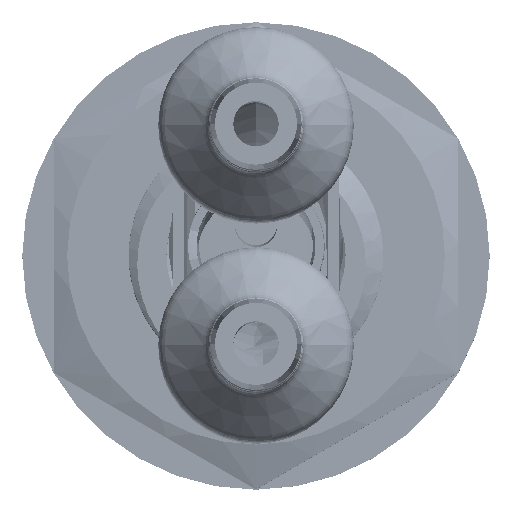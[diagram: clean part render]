
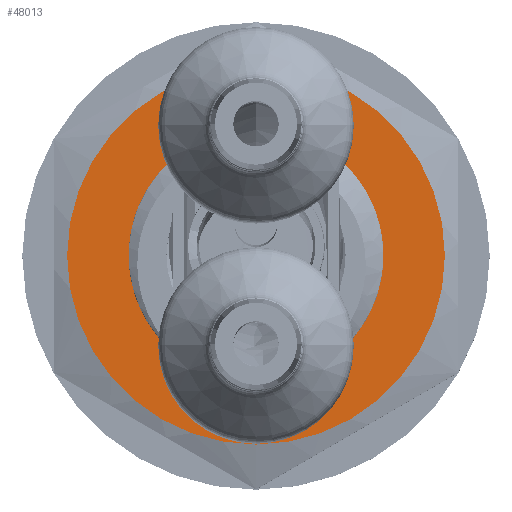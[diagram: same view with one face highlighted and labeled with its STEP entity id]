
A CAD part, top view. The second image highlights one B-rep face of the part: STEP entity #48013.
In plain terms, the highlighted planar face has unit normal (0, 0, 1).
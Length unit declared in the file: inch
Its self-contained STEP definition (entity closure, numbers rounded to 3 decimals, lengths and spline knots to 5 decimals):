
#47708=CARTESIAN_POINT('',(0.,0.,0.0625));
#47709=DIRECTION('',(0.,0.,1.));
#47710=DIRECTION('',(-1.,0.,0.));
#47711=AXIS2_PLACEMENT_3D('',#47708,#47709,#47710);
#47713=CARTESIAN_POINT('',(0.,0.,0.0625));
#47714=DIRECTION('',(0.,0.,1.));
#47715=DIRECTION('',(1.,0.,0.));
#47716=AXIS2_PLACEMENT_3D('',#47713,#47714,#47715);
#47718=CARTESIAN_POINT('',(0.,0.,0.0625));
#47719=DIRECTION('',(0.,0.,-1.));
#47720=DIRECTION('',(0.,1.,0.));
#47721=AXIS2_PLACEMENT_3D('',#47718,#47719,#47720);
#47723=CARTESIAN_POINT('',(0.,0.,0.0625));
#47724=DIRECTION('',(0.,0.,-1.));
#47725=DIRECTION('',(0.,-1.,0.));
#47726=AXIS2_PLACEMENT_3D('',#47723,#47724,#47725);
#47928=CARTESIAN_POINT('',(-0.1035,0.,0.0625));
#47929=CARTESIAN_POINT('',(0.1035,0.,0.0625));
#47930=VERTEX_POINT('',#47928);
#47931=VERTEX_POINT('',#47929);
#47936=CARTESIAN_POINT('',(0.,0.175,0.0625));
#47937=CARTESIAN_POINT('',(0.,-0.175,0.0625));
#47938=VERTEX_POINT('',#47936);
#47939=VERTEX_POINT('',#47937);
#47998=CARTESIAN_POINT('',(0.,0.,0.0625));
#47999=DIRECTION('',(0.,0.,1.));
#48000=DIRECTION('',(1.,0.,0.));
#48001=AXIS2_PLACEMENT_3D('',#47998,#47999,#48000);
#48002=PLANE('',#48001);
#48004=ORIENTED_EDGE('',*,*,#48003,.T.);
#48006=ORIENTED_EDGE('',*,*,#48005,.T.);
#48007=EDGE_LOOP('',(#48004,#48006));
#48008=FACE_OUTER_BOUND('',#48007,.F.);
#48009=ORIENTED_EDGE('',*,*,#47978,.T.);
#48010=ORIENTED_EDGE('',*,*,#47992,.T.);
#48011=EDGE_LOOP('',(#48009,#48010));
#48012=FACE_BOUND('',#48011,.F.);
#48013=ADVANCED_FACE('',(#48008,#48012),#48002,.T.);
#47712=CIRCLE('',#47711,0.1035);
#47717=CIRCLE('',#47716,0.1035);
#47722=CIRCLE('',#47721,0.175);
#47727=CIRCLE('',#47726,0.175);
#47978=EDGE_CURVE('',#47930,#47931,#47712,.T.);
#47992=EDGE_CURVE('',#47931,#47930,#47717,.T.);
#48003=EDGE_CURVE('',#47938,#47939,#47722,.T.);
#48005=EDGE_CURVE('',#47939,#47938,#47727,.T.);
